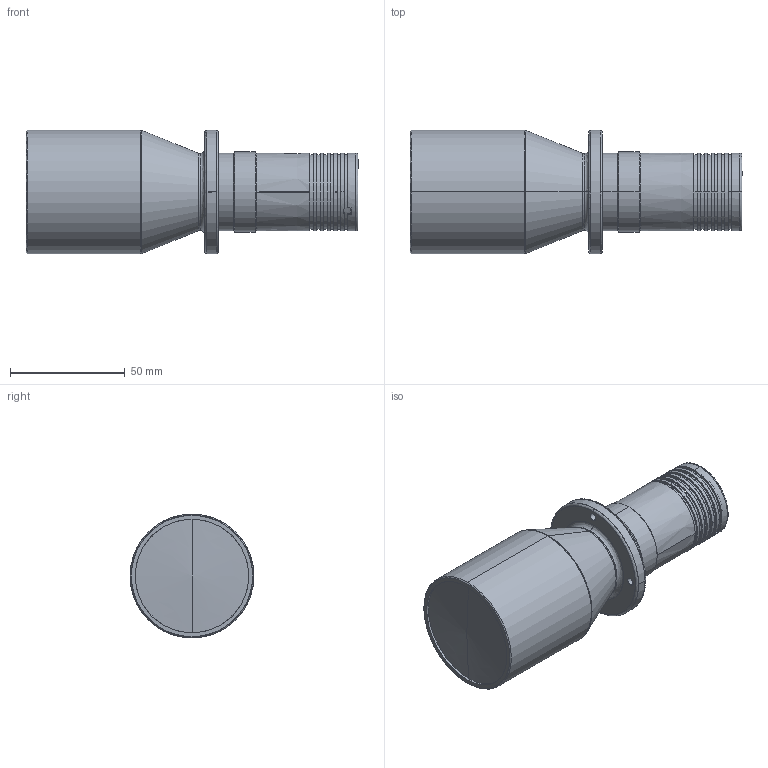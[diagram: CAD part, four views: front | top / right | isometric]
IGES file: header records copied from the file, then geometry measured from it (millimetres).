
Start section: SolidWorks IGES file using analytic representation for surfaces
Global section: file name: DTCL-36L.IGS; native system: SolidWorks 2017; preprocessor: SolidWorks 2017; author: luo-PC; date: 220211.181845; units: millimetre
Bounding box: 144.91 x 54 x 54 mm (x, y, z)
Surface area: 27314.2 mm2 (no closed solid volume)
Topology: 0 solids, 0 shells, 133 faces, 3849 edges, 3846 vertices
Faces by surface type: revolution 95, bspline 38
